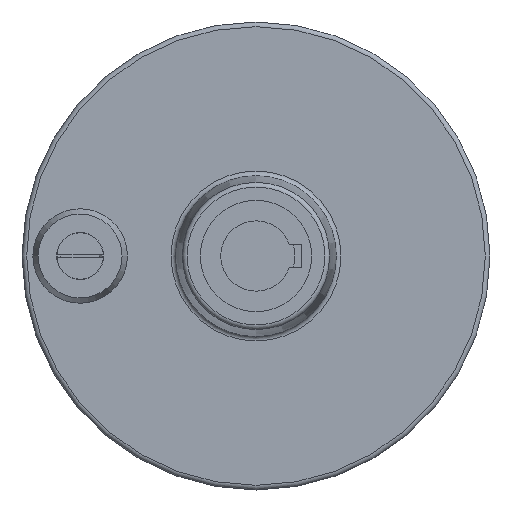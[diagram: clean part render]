
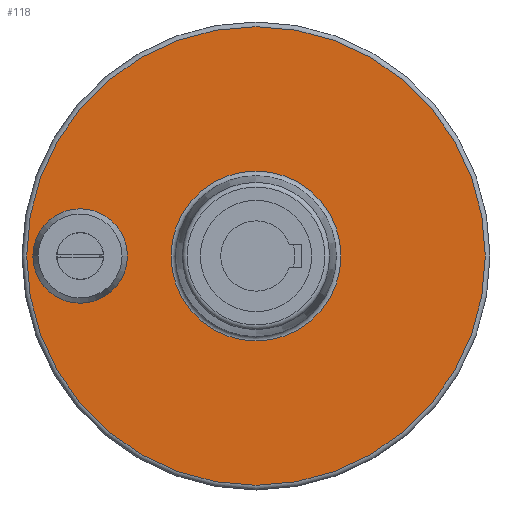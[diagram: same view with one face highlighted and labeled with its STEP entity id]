
A CAD part, front view. The second image highlights one B-rep face of the part: STEP entity #118.
In plain terms, the highlighted planar face has unit normal (0, -1, 0).
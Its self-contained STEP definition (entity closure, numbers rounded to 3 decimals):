
#118 = ADVANCED_FACE( '', ( #277, #278, #279 ), #280, .F. );
#277 = FACE_OUTER_BOUND( '', #483, .T. );
#278 = FACE_BOUND( '', #484, .T. );
#279 = FACE_BOUND( '', #485, .T. );
#280 = PLANE( '', #486 );
#483 = EDGE_LOOP( '', ( #759 ) );
#484 = EDGE_LOOP( '', ( #760 ) );
#485 = EDGE_LOOP( '', ( #761 ) );
#486 = AXIS2_PLACEMENT_3D( '', #762, #763, #764 );
#759 = ORIENTED_EDGE( '', *, *, #1044, .F. );
#760 = ORIENTED_EDGE( '', *, *, #1107, .F. );
#761 = ORIENTED_EDGE( '', *, *, #1108, .T. );
#762 = CARTESIAN_POINT( '', ( 15.507, -3., 0. ) );
#763 = DIRECTION( '', ( 0., 1., 0. ) );
#764 = DIRECTION( '', ( 0., 0., 1. ) );
#1044 = EDGE_CURVE( '', #1205, #1205, #1206, .T. );
#1107 = EDGE_CURVE( '', #1304, #1304, #1305, .F. );
#1108 = EDGE_CURVE( '', #1306, #1306, #1307, .T. );
#1205 = VERTEX_POINT( '', #1448 );
#1206 = CIRCLE( '', #1449, 39.111 );
#1304 = VERTEX_POINT( '', #1686 );
#1305 = CIRCLE( '', #1687, 8.06 );
#1306 = VERTEX_POINT( '', #1688 );
#1307 = CIRCLE( '', #1689, 14.493 );
#1448 = CARTESIAN_POINT( '', ( 30., -3., 39.111 ) );
#1449 = AXIS2_PLACEMENT_3D( '', #1869, #1870, #1871 );
#1686 = CARTESIAN_POINT( '', ( 0., -3., 8.06 ) );
#1687 = AXIS2_PLACEMENT_3D( '', #1948, #1949, #1950 );
#1688 = CARTESIAN_POINT( '', ( 30., -3., 14.493 ) );
#1689 = AXIS2_PLACEMENT_3D( '', #1951, #1952, #1953 );
#1869 = CARTESIAN_POINT( '', ( 30., -3., 0. ) );
#1870 = DIRECTION( '', ( 0., 1., 0. ) );
#1871 = DIRECTION( '', ( 0., 0., 1. ) );
#1948 = CARTESIAN_POINT( '', ( 0., -3., 0. ) );
#1949 = DIRECTION( '', ( 0., 1., 0. ) );
#1950 = DIRECTION( '', ( 0., 0., 1. ) );
#1951 = CARTESIAN_POINT( '', ( 30., -3., 0. ) );
#1952 = DIRECTION( '', ( 0., 1., 0. ) );
#1953 = DIRECTION( '', ( 0., 0., 1. ) );
